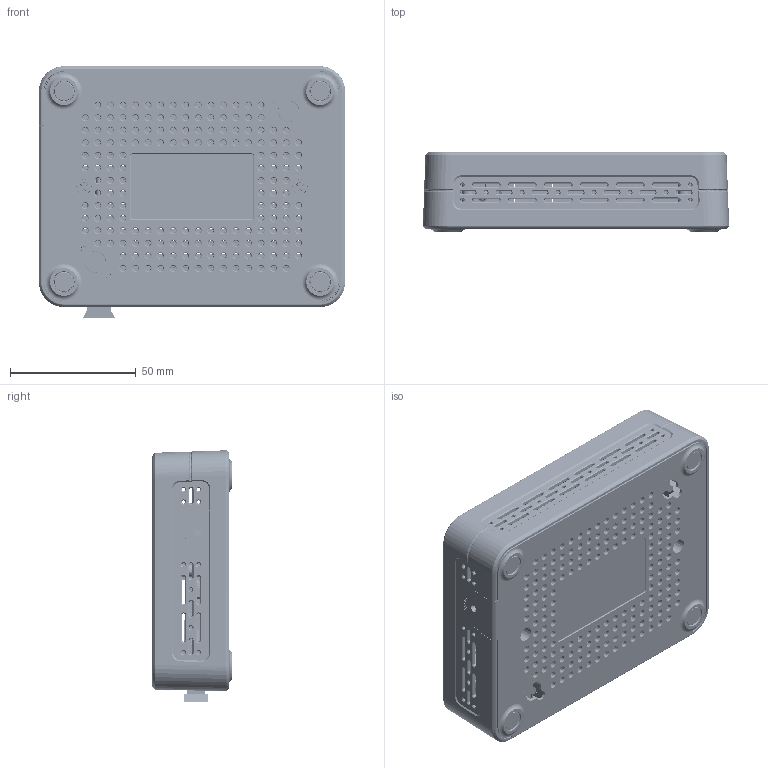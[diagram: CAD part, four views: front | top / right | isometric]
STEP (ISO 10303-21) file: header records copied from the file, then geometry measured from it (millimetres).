
FILE_DESCRIPTION (( 'STEP AP214' ), '1' );
FILE_NAME ('NTU-1.STEP', '2025-05-21T10:39:51', ( '' ), ( '' ), 'SwSTEP 2.0', 'SolidWorks 2023', '' );
FILE_SCHEMA (( 'AUTOMOTIVE_DESIGN' ));
Length unit declared in the file: millimetre
Products named in the file (11): __SCH-1A_SCH-1A with optic; __Panel NTU1; __NTP_004_NTP_004; __miniNTU.001; __NTP.004; __DJK_02A_DJK_02A_DJK-02; NTU-1; __3011645900_3011645900; __miniNTU_Plastic case NTU-1; __ПП ntu1 rev.d (1v0); __miniNTU.002_NTU-1
Assembly tree (10 placements, depth 4):
  NTU-1
    __ПП ntu1 rev.d (1v0)
      __NTP_004_NTP_004
        __SCH-1A_SCH-1A with optic
        __NTP.004
      __DJK_02A_DJK_02A_DJK-02
      __3011645900_3011645900
    __miniNTU_Plastic case NTU-1
      __miniNTU.002_NTU-1
      __miniNTU.001
    __Panel NTU1
Bounding box: 121.92 x 31.5 x 100.11 mm (x, y, z)
Volume: 73795.6 mm3; surface area: 98048.8 mm2
Topology: 11 solids, 11 shells, 5023 faces, 12490 edges, 7872 vertices
Faces by surface type: plane 1891, cone 1586, torus 928, bspline 409, cylinder 207, sphere 2
Entity records: 204548 total; most frequent: CARTESIAN_POINT 82995, DIRECTION 25423, ORIENTED_EDGE 24970, EDGE_CURVE 12485, AXIS2_PLACEMENT_3D 9871, VERTEX_POINT 7870, EDGE_LOOP 6341, LINE 5681
